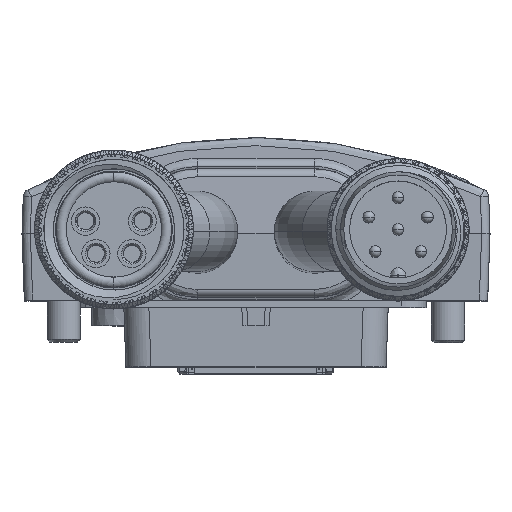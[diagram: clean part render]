
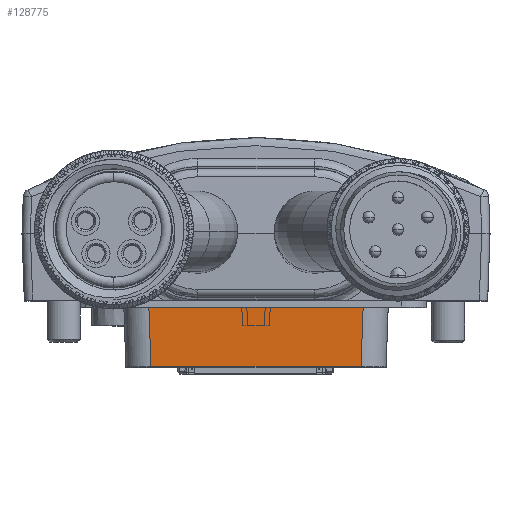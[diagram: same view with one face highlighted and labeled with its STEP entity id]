
A CAD part, top view. The second image highlights one B-rep face of the part: STEP entity #128775.
In plain terms, the highlighted planar face has unit normal (0, -0.035, 0.999).
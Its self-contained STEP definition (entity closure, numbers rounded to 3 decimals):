
#34356=DIRECTION('',(-1.,0.,0.));
#34357=VECTOR('',#34356,12.884);
#34358=CARTESIAN_POINT('',(6.442,0.55,28.441));
#34359=LINE('',#34358,#34357);
#34360=DIRECTION('',(0.035,0.999,0.035));
#34361=VECTOR('',#34360,4.536);
#34362=CARTESIAN_POINT('',(6.284,-3.98,28.283));
#34363=LINE('',#34362,#34361);
#34364=DIRECTION('',(-0.035,0.999,0.035));
#34365=VECTOR('',#34364,4.536);
#34366=CARTESIAN_POINT('',(-6.284,-3.98,28.283));
#34367=LINE('',#34366,#34365);
#34386=CARTESIAN_POINT('',(6.284,-3.98,28.283));
#34400=CARTESIAN_POINT('',(-6.284,-3.98,28.283));
#34410=DIRECTION('',(-1.,0.,0.));
#34411=VECTOR('',#34410,12.568);
#34412=CARTESIAN_POINT('',(6.284,-3.98,28.283));
#34413=LINE('',#34412,#34411);
#57341=VERTEX_POINT('',#34386);
#57342=VERTEX_POINT('',#34400);
#65998=CARTESIAN_POINT('',(6.442,0.55,28.441));
#65999=CARTESIAN_POINT('',(-6.442,0.55,28.441));
#66000=VERTEX_POINT('',#65998);
#66001=VERTEX_POINT('',#65999);
#128762=CARTESIAN_POINT('',(9.603,0.8,28.45));
#128763=DIRECTION('',(0.,-0.035,0.999));
#128764=DIRECTION('',(-1.,0.,0.));
#128765=AXIS2_PLACEMENT_3D('',#128762,#128763,#128764);
#128766=PLANE('',#128765);
#128767=ORIENTED_EDGE('',*,*,#128498,.F.);
#128769=ORIENTED_EDGE('',*,*,#128768,.F.);
#128771=ORIENTED_EDGE('',*,*,#128770,.T.);
#128772=ORIENTED_EDGE('',*,*,#128754,.T.);
#128773=EDGE_LOOP('',(#128767,#128769,#128771,#128772));
#128774=FACE_OUTER_BOUND('',#128773,.F.);
#128775=ADVANCED_FACE('',(#128774),#128766,.T.);
#128498=EDGE_CURVE('',#66000,#66001,#34359,.T.);
#128754=EDGE_CURVE('',#57342,#66001,#34367,.T.);
#128768=EDGE_CURVE('',#57341,#66000,#34363,.T.);
#128770=EDGE_CURVE('',#57341,#57342,#34413,.T.);
